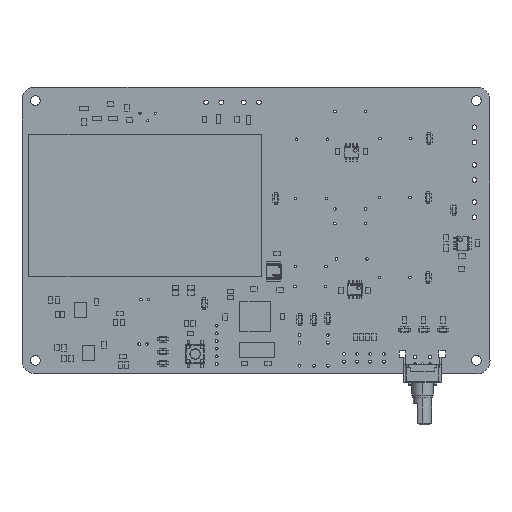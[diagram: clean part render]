
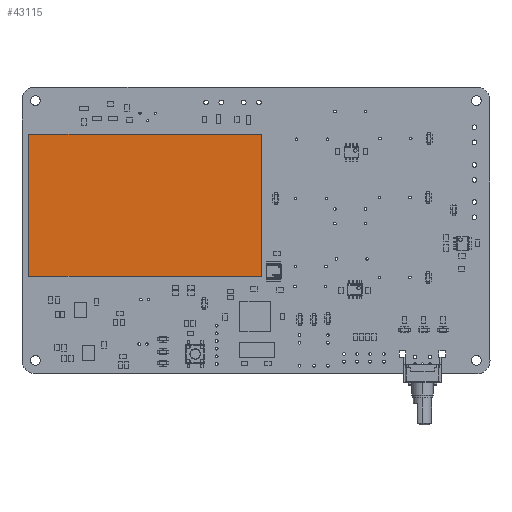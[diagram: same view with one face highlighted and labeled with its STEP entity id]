
A CAD part, top view. The second image highlights one B-rep face of the part: STEP entity #43115.
In plain terms, the highlighted planar face has unit normal (0, 0, 1).
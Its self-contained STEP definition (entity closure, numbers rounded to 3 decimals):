
#42986 = VERTEX_POINT('',#42987);
#42987 = CARTESIAN_POINT('',(-10.,2.5,14.5));
#42993 = EDGE_CURVE('',#42986,#42994,#42996,.T.);
#42994 = VERTEX_POINT('',#42995);
#42995 = CARTESIAN_POINT('',(67.,2.5,14.5));
#42996 = LINE('',#42997,#42998);
#42997 = CARTESIAN_POINT('',(-10.,2.5,14.5));
#42998 = VECTOR('',#42999,1.);
#42999 = DIRECTION('',(1.,0.,0.));
#43024 = EDGE_CURVE('',#42994,#43025,#43027,.T.);
#43025 = VERTEX_POINT('',#43026);
#43026 = CARTESIAN_POINT('',(67.,-44.5,14.5));
#43027 = LINE('',#43028,#43029);
#43028 = CARTESIAN_POINT('',(67.,2.5,14.5));
#43029 = VECTOR('',#43030,1.);
#43030 = DIRECTION('',(0.,-1.,0.));
#43055 = EDGE_CURVE('',#43025,#43056,#43058,.T.);
#43056 = VERTEX_POINT('',#43057);
#43057 = CARTESIAN_POINT('',(-10.,-44.5,14.5));
#43058 = LINE('',#43059,#43060);
#43059 = CARTESIAN_POINT('',(67.,-44.5,14.5));
#43060 = VECTOR('',#43061,1.);
#43061 = DIRECTION('',(-1.,0.,0.));
#43086 = EDGE_CURVE('',#43056,#42986,#43087,.T.);
#43087 = LINE('',#43088,#43089);
#43088 = CARTESIAN_POINT('',(-10.,-44.5,14.5));
#43089 = VECTOR('',#43090,1.);
#43090 = DIRECTION('',(0.,1.,0.));
#43115 = ADVANCED_FACE('',(#43116),#43122,.F.);
#43116 = FACE_BOUND('',#43117,.F.);
#43117 = EDGE_LOOP('',(#43118,#43119,#43120,#43121));
#43118 = ORIENTED_EDGE('',*,*,#42993,.T.);
#43119 = ORIENTED_EDGE('',*,*,#43024,.T.);
#43120 = ORIENTED_EDGE('',*,*,#43055,.T.);
#43121 = ORIENTED_EDGE('',*,*,#43086,.T.);
#43122 = PLANE('',#43123);
#43123 = AXIS2_PLACEMENT_3D('',#43124,#43125,#43126);
#43124 = CARTESIAN_POINT('',(28.5,-21.,14.5));
#43125 = DIRECTION('',(0.,0.,-1.));
#43126 = DIRECTION('',(-1.,0.,0.));
